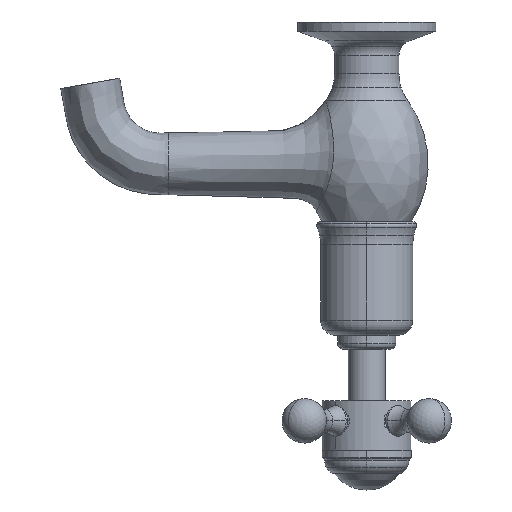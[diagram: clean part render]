
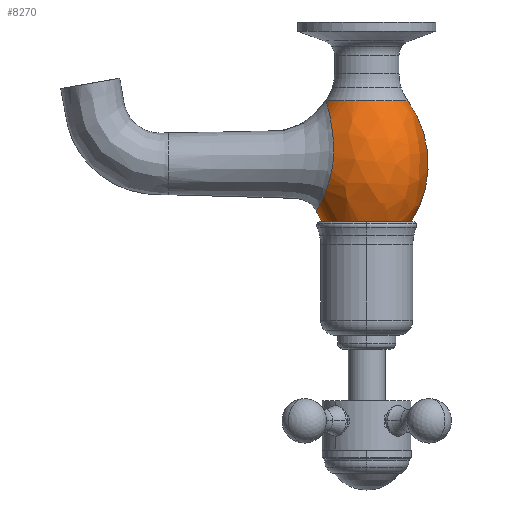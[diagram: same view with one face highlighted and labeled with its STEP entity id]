
A CAD part, front view. The second image highlights one B-rep face of the part: STEP entity #8270.
In plain terms, the highlighted free-form (B-spline) face has degree [3, 3] with [7, 4] control points.
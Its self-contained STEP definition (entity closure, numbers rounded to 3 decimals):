
#7662=CARTESIAN_POINT('',(221.336,-50.115,60.021));
#7663=DIRECTION('',(0.,0.,-1.));
#7664=DIRECTION('',(1.,0.,0.));
#7665=AXIS2_PLACEMENT_3D('',#7662,#7663,#7664);
#7667=CARTESIAN_POINT('',(221.336,-50.115,20.661));
#7668=DIRECTION('',(0.,0.,-1.));
#7669=DIRECTION('',(1.,0.,0.));
#7670=AXIS2_PLACEMENT_3D('',#7667,#7668,#7669);
#7687=CARTESIAN_POINT('',(206.336,-50.115,39.496));
#7688=DIRECTION('',(0.,-1.,0.));
#7689=DIRECTION('',(0.843,0.,-0.538));
#7690=AXIS2_PLACEMENT_3D('',#7687,#7688,#7689);
#7737=CARTESIAN_POINT('',(236.336,-50.115,39.496));
#7738=DIRECTION('',(0.,1.,0.));
#7739=DIRECTION('',(-0.843,0.,-0.538));
#7740=AXIS2_PLACEMENT_3D('',#7737,#7738,#7739);
#7887=CARTESIAN_POINT('',(207.986,-50.115,60.021));
#7908=CARTESIAN_POINT('',(204.893,-50.115,24.124));
#7909=CARTESIAN_POINT('',(204.893,-50.6,24.124));
#7910=CARTESIAN_POINT('',(204.918,-51.565,24.158));
#7911=CARTESIAN_POINT('',(205.022,-53.016,24.341));
#7912=CARTESIAN_POINT('',(205.192,-54.454,24.651));
#7913=CARTESIAN_POINT('',(205.43,-55.888,25.095));
#7914=CARTESIAN_POINT('',(205.733,-57.293,25.671));
#7915=CARTESIAN_POINT('',(206.09,-58.638,26.373));
#7916=CARTESIAN_POINT('',(206.491,-59.92,27.204));
#7917=CARTESIAN_POINT('',(206.945,-61.164,28.189));
#7918=CARTESIAN_POINT('',(207.428,-62.312,29.292));
#7919=CARTESIAN_POINT('',(207.924,-63.351,30.503));
#7920=CARTESIAN_POINT('',(208.425,-64.282,31.831));
#7921=CARTESIAN_POINT('',(208.904,-65.075,33.234));
#7922=CARTESIAN_POINT('',(209.343,-65.721,34.686));
#7923=CARTESIAN_POINT('',(209.725,-66.22,36.162));
#7924=CARTESIAN_POINT('',(210.038,-66.572,37.63));
#7925=CARTESIAN_POINT('',(210.283,-66.794,39.12));
#7926=CARTESIAN_POINT('',(210.459,-66.89,40.634));
#7927=CARTESIAN_POINT('',(210.565,-66.858,42.189));
#7928=CARTESIAN_POINT('',(210.602,-66.69,43.8));
#7929=CARTESIAN_POINT('',(210.569,-66.376,45.465));
#7930=CARTESIAN_POINT('',(210.466,-65.887,47.219));
#7931=CARTESIAN_POINT('',(210.306,-65.224,48.988));
#7932=CARTESIAN_POINT('',(210.11,-64.446,50.613));
#7933=CARTESIAN_POINT('',(209.891,-63.584,52.083));
#7934=CARTESIAN_POINT('',(209.66,-62.644,53.422));
#7935=CARTESIAN_POINT('',(209.434,-61.674,54.594));
#7936=CARTESIAN_POINT('',(209.216,-60.683,55.618));
#7937=CARTESIAN_POINT('',(209.003,-59.651,56.531));
#7938=CARTESIAN_POINT('',(208.798,-58.568,57.347));
#7939=CARTESIAN_POINT('',(208.606,-57.428,58.071));
#7940=CARTESIAN_POINT('',(208.43,-56.227,58.7));
#7941=CARTESIAN_POINT('',(208.282,-55.005,59.205));
#7942=CARTESIAN_POINT('',(208.164,-53.866,59.558));
#7943=CARTESIAN_POINT('',(208.06,-52.658,59.818));
#7944=CARTESIAN_POINT('',(207.995,-51.297,59.989));
#7945=CARTESIAN_POINT('',(207.986,-50.504,60.021));
#7946=CARTESIAN_POINT('',(207.986,-50.115,60.021));
#7967=CARTESIAN_POINT('',(204.893,-50.115,24.124));
#7991=VERTEX_POINT('',#7967);
#7992=VERTEX_POINT('',#7887);
#8021=CARTESIAN_POINT('',(234.686,-50.115,60.021));
#8022=VERTEX_POINT('',#8021);
#8023=CARTESIAN_POINT('',(206.836,-50.115,20.661));
#8024=VERTEX_POINT('',#8023);
#8025=CARTESIAN_POINT('',(235.836,-50.115,20.661));
#8026=VERTEX_POINT('',#8025);
#8230=CARTESIAN_POINT('',(207.323,-49.234,19.961));
#8231=CARTESIAN_POINT('',(198.68,-48.69,32.836));
#8232=CARTESIAN_POINT('',(199.132,-48.718,48.345));
#8233=CARTESIAN_POINT('',(208.51,-49.308,60.692));
#8234=CARTESIAN_POINT('',(206.78,-57.858,19.961));
#8235=CARTESIAN_POINT('',(197.803,-62.633,32.836));
#8236=CARTESIAN_POINT('',(198.272,-62.383,48.345));
#8237=CARTESIAN_POINT('',(208.014,-57.201,60.692));
#8238=CARTESIAN_POINT('',(212.695,-64.157,19.961));
#8239=CARTESIAN_POINT('',(207.366,-72.817,32.836));
#8240=CARTESIAN_POINT('',(207.645,-72.364,48.345));
#8241=CARTESIAN_POINT('',(213.428,-62.967,60.692));
#8242=CARTESIAN_POINT('',(221.336,-64.157,19.961));
#8243=CARTESIAN_POINT('',(221.336,-72.817,32.836));
#8244=CARTESIAN_POINT('',(221.336,-72.364,48.345));
#8245=CARTESIAN_POINT('',(221.336,-62.967,60.692));
#8246=CARTESIAN_POINT('',(229.978,-64.157,19.961));
#8247=CARTESIAN_POINT('',(235.307,-72.817,32.836));
#8248=CARTESIAN_POINT('',(235.028,-72.364,48.345));
#8249=CARTESIAN_POINT('',(229.245,-62.967,60.692));
#8250=CARTESIAN_POINT('',(235.893,-57.858,19.961));
#8251=CARTESIAN_POINT('',(244.87,-62.633,32.836));
#8252=CARTESIAN_POINT('',(244.401,-62.383,48.345));
#8253=CARTESIAN_POINT('',(234.659,-57.201,60.692));
#8254=CARTESIAN_POINT('',(235.35,-49.234,19.961));
#8255=CARTESIAN_POINT('',(243.993,-48.69,32.836));
#8256=CARTESIAN_POINT('',(243.541,-48.718,48.345));
#8257=CARTESIAN_POINT('',(234.163,-49.308,60.692));
#8258=(BOUNDED_SURFACE()B_SPLINE_SURFACE(3,3,((#8230,#8231,#8232,#8233),(#8234,
#8235,#8236,#8237),(#8238,#8239,#8240,#8241),(#8242,#8243,#8244,#8245),(#8246,
#8247,#8248,#8249),(#8250,#8251,#8252,#8253),(#8254,#8255,#8256,#8257)),
.UNSPECIFIED.,.F.,.F.,.F.)B_SPLINE_SURFACE_WITH_KNOTS((4,3,4),(4,4),(0.,1.,
2.),(0.,1.),.UNSPECIFIED.)GEOMETRIC_REPRESENTATION_ITEM()RATIONAL_B_SPLINE_SURFACE(((1.31,1.146,1.146,1.31),(
1.034,0.905,0.905,1.034),(
1.034,0.905,0.905,1.034),(
1.31,1.146,1.146,1.31),(
1.034,0.905,0.905,1.034),(
1.034,0.905,0.905,1.034),(
1.31,1.146,1.146,1.31)))REPRESENTATION_ITEM('')SURFACE());
#8260=ORIENTED_EDGE('',*,*,#8259,.T.);
#8262=ORIENTED_EDGE('',*,*,#8261,.T.);
#8264=ORIENTED_EDGE('',*,*,#8263,.T.);
#8265=ORIENTED_EDGE('',*,*,#8220,.F.);
#8267=ORIENTED_EDGE('',*,*,#8266,.F.);
#8268=EDGE_LOOP('',(#8260,#8262,#8264,#8265,#8267));
#8269=FACE_OUTER_BOUND('',#8268,.F.);
#8270=ADVANCED_FACE('',(#8269),#8258,.T.);
#7666=CIRCLE('',#7665,13.35);
#7671=CIRCLE('',#7670,14.5);
#7691=CIRCLE('',#7690,35.);
#7741=CIRCLE('',#7740,35.);
#7947=B_SPLINE_CURVE_WITH_KNOTS('',3,(#7908,#7909,#7910,#7911,#7912,#7913,#7914,
#7915,#7916,#7917,#7918,#7919,#7920,#7921,#7922,#7923,#7924,#7925,#7926,#7927,
#7928,#7929,#7930,#7931,#7932,#7933,#7934,#7935,#7936,#7937,#7938,#7939,#7940,
#7941,#7942,#7943,#7944,#7945,#7946),.UNSPECIFIED.,.F.,.F.,(4,1,1,1,1,1,1,1,1,1,
1,1,1,1,1,1,1,1,1,1,1,1,1,1,1,1,1,1,1,1,1,1,1,1,1,1,4),(0.,0.028,
0.056,0.083,0.111,0.139,
0.167,0.194,0.222,0.25,0.278,
0.306,0.333,0.361,0.389,
0.417,0.444,0.472,0.5,0.528,
0.556,0.583,0.611,0.639,
0.667,0.694,0.722,0.75,0.778,
0.806,0.833,0.861,0.889,
0.917,0.944,0.972,1.),.UNSPECIFIED.);
#8220=EDGE_CURVE('',#8022,#7992,#7666,.T.);
#8259=EDGE_CURVE('',#8026,#8024,#7671,.T.);
#8261=EDGE_CURVE('',#8024,#7991,#7741,.T.);
#8263=EDGE_CURVE('',#7991,#7992,#7947,.T.);
#8266=EDGE_CURVE('',#8026,#8022,#7691,.T.);
